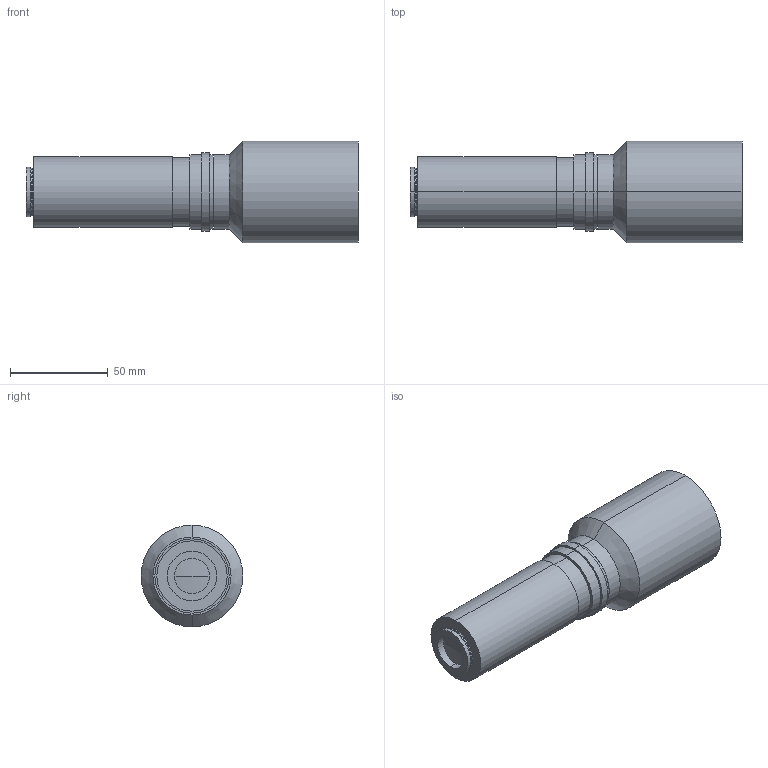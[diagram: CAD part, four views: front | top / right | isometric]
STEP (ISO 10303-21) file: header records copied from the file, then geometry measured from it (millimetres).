
FILE_DESCRIPTION (( 'STEP AP203' ), '1' );
FILE_NAME ('S5LPJ2533_01.STEP', '2014-10-10T07:14:37', ( 'poweredge' ), ( 'Hewlett-Packard Company' ), 'SwSTEP 2.0', 'SolidWorks 2014', '' );
FILE_SCHEMA (( 'CONFIG_CONTROL_DESIGN' ));
Length unit declared in the file: millimetre
Products named in the file (1): S5LPJ2533_01
Bounding box: 169.91 x 52 x 52 mm (x, y, z)
Surface area: 28861.8 mm2 (no closed solid volume)
Topology: 0 solids, 7 shells, 53 faces, 124 edges, 82 vertices
Faces by surface type: cylinder 24, plane 17, sphere 4, torus 4, cone 4
Entity records: 1615 total; most frequent: DIRECTION 312, CARTESIAN_POINT 260, ORIENTED_EDGE 218, AXIS2_PLACEMENT_3D 134, EDGE_CURVE 124, VERTEX_POINT 82, CIRCLE 80, EDGE_LOOP 62
